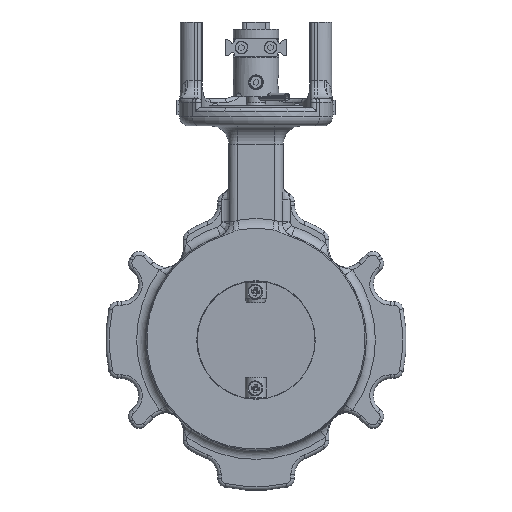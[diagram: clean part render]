
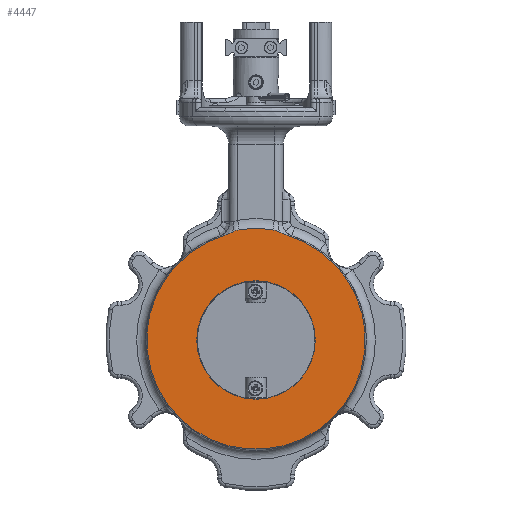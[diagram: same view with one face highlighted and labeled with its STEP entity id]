
A CAD part, left-side view. The second image highlights one B-rep face of the part: STEP entity #4447.
In plain terms, the highlighted planar face has unit normal (-1, 0, 0).
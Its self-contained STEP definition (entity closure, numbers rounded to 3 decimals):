
#389=B_SPLINE_CURVE_WITH_KNOTS('',3,(#37091,#37092,#37093,#37094),
 .UNSPECIFIED.,.F.,.F.,(4,4),(0.,1.),.UNSPECIFIED.);
#395=B_SPLINE_CURVE_WITH_KNOTS('',3,(#37136,#37137,#37138,#37139),
 .UNSPECIFIED.,.F.,.F.,(4,4),(0.,1.),.UNSPECIFIED.);
#396=B_SPLINE_CURVE_WITH_KNOTS('',3,(#37158,#37159,#37160,#37161),
 .UNSPECIFIED.,.F.,.F.,(4,4),(0.,1.),.UNSPECIFIED.);
#397=B_SPLINE_CURVE_WITH_KNOTS('',3,(#37174,#37175,#37176,#37177),
 .UNSPECIFIED.,.F.,.F.,(4,4),(0.,1.),.UNSPECIFIED.);
#4447=ADVANCED_FACE('',(#5759,#5760),#5421,.F.);
#5421=PLANE('',#25158);
#5759=FACE_BOUND('',#7616,.T.);
#5760=FACE_BOUND('',#7617,.T.);
#7616=EDGE_LOOP('',(#11908,#11909,#11910,#11911,#11912,#11913));
#7617=EDGE_LOOP('',(#11914));
#11908=ORIENTED_EDGE('',*,*,#18421,.T.);
#11909=ORIENTED_EDGE('',*,*,#18876,.F.);
#11910=ORIENTED_EDGE('',*,*,#18883,.F.);
#11911=ORIENTED_EDGE('',*,*,#18885,.F.);
#11912=ORIENTED_EDGE('',*,*,#18887,.F.);
#11913=ORIENTED_EDGE('',*,*,#18888,.F.);
#11914=ORIENTED_EDGE('',*,*,#19188,.F.);
#15947=VERTEX_POINT('',#34922);
#15948=VERTEX_POINT('',#34923);
#16129=VERTEX_POINT('',#37090);
#16134=VERTEX_POINT('',#37135);
#16135=VERTEX_POINT('',#37153);
#16136=VERTEX_POINT('',#37157);
#16254=VERTEX_POINT('',#40983);
#18421=EDGE_CURVE('',#15947,#15948,#22663,.T.);
#18876=EDGE_CURVE('',#16129,#15948,#389,.T.);
#18883=EDGE_CURVE('',#16134,#16129,#395,.T.);
#18885=EDGE_CURVE('',#16135,#16134,#22940,.T.);
#18887=EDGE_CURVE('',#16136,#16135,#396,.T.);
#18888=EDGE_CURVE('',#15947,#16136,#397,.T.);
#19188=EDGE_CURVE('',#16254,#16254,#23052,.T.);
#22663=CIRCLE('',#24460,59.964);
#22940=CIRCLE('',#24949,61.196);
#23052=CIRCLE('',#25151,32.5);
#24460=AXIS2_PLACEMENT_3D('',#34921,#27864,#27865);
#24949=AXIS2_PLACEMENT_3D('',#37154,#28914,#28915);
#25151=AXIS2_PLACEMENT_3D('',#40982,#29433,#29434);
#25158=AXIS2_PLACEMENT_3D('',#41012,#29447,#29448);
#27864=DIRECTION('',(-1.,0.,0.));
#27865=DIRECTION('',(0.,0.,-1.));
#28914=DIRECTION('',(1.,0.,0.));
#28915=DIRECTION('',(0.,0.,1.));
#29433=DIRECTION('',(-1.,0.,0.));
#29434=DIRECTION('',(0.,0.,-1.));
#29447=DIRECTION('',(1.,0.,0.));
#29448=DIRECTION('',(0.,0.,-1.));
#34921=CARTESIAN_POINT('',(-15.,0.,-16.5));
#34922=CARTESIAN_POINT('',(-15.,17.108,40.972));
#34923=CARTESIAN_POINT('',(-15.,-17.108,40.972));
#37090=CARTESIAN_POINT('',(-15.,-12.979,42.735));
#37091=CARTESIAN_POINT('',(-15.,-12.979,42.735));
#37092=CARTESIAN_POINT('',(-15.,-14.319,42.062));
#37093=CARTESIAN_POINT('',(-15.,-15.664,41.402));
#37094=CARTESIAN_POINT('',(-15.,-17.108,40.972));
#37135=CARTESIAN_POINT('',(-15.,-9.204,44.));
#37136=CARTESIAN_POINT('',(-15.,-9.204,44.));
#37137=CARTESIAN_POINT('',(-15.,-10.536,43.798));
#37138=CARTESIAN_POINT('',(-15.,-11.781,43.337));
#37139=CARTESIAN_POINT('',(-15.,-12.979,42.735));
#37153=CARTESIAN_POINT('',(-15.,9.204,44.));
#37154=CARTESIAN_POINT('',(-15.,0.,-16.5));
#37157=CARTESIAN_POINT('',(-15.,12.979,42.735));
#37158=CARTESIAN_POINT('',(-15.,12.979,42.735));
#37159=CARTESIAN_POINT('',(-15.,11.781,43.337));
#37160=CARTESIAN_POINT('',(-15.,10.536,43.798));
#37161=CARTESIAN_POINT('',(-15.,9.204,44.));
#37174=CARTESIAN_POINT('',(-15.,17.108,40.972));
#37175=CARTESIAN_POINT('',(-15.,15.664,41.402));
#37176=CARTESIAN_POINT('',(-15.,14.319,42.062));
#37177=CARTESIAN_POINT('',(-15.,12.979,42.735));
#40982=CARTESIAN_POINT('',(-15.,0.,-16.5));
#40983=CARTESIAN_POINT('',(-15.,0.,-49.));
#41012=CARTESIAN_POINT('',(-15.,-200.,83.5));
